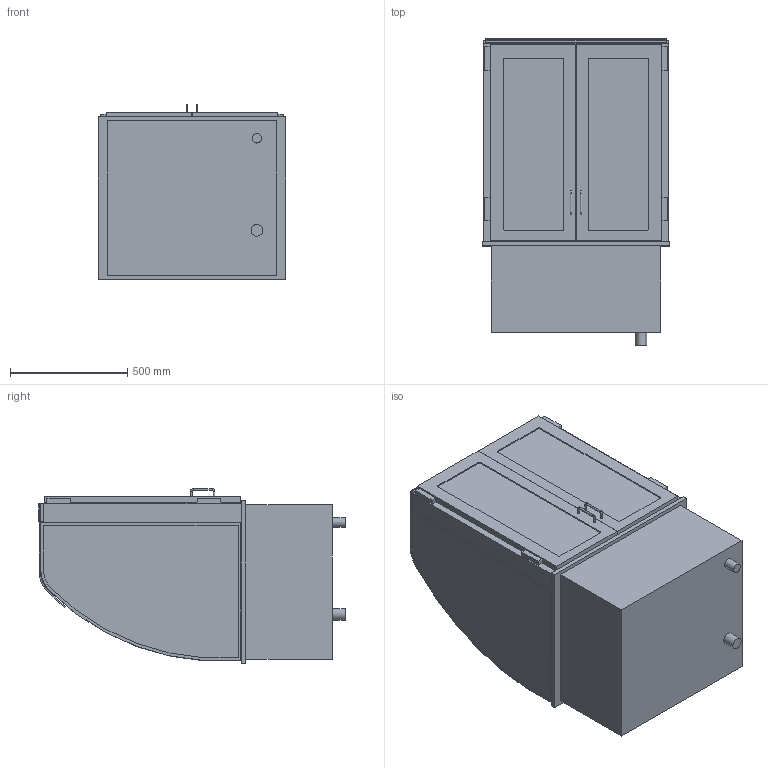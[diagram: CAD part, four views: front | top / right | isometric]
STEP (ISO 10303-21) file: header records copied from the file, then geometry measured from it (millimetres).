
FILE_DESCRIPTION(/* description */ ('Einbaukühlvitrine: zentralgekühlt'),/* implementation_level */ '2;1');
FILE_NAME(/* name */ '3D-AKE-00007250.stp',/* time_stamp */ '2025-01-30T15:27:06+01:00',/* author */ ('marina.schachner'),/* organization */ (''),/* preprocessor_version */ 'ST-DEVELOPER v20',/* originating_system */ 'Autodesk Inventor 2024',/* authorisation */ '');
FILE_SCHEMA (('AUTOMOTIVE_DESIGN { 1 0 10303 214 3 1 1 }'));
Length unit declared in the file: millimetre
Products named in the file (1): 3D-AKE-00007250
Bounding box: 800 x 1310 x 747 mm (x, y, z)
Volume: 129815507.8 mm3; surface area: 16191478.1 mm2
Topology: 58 solids, 58 shells, 649 faces, 1544 edges, 1024 vertices
Faces by surface type: plane 525, cylinder 120, torus 4
Full cylindrical faces by diameter (mm): 8 x6, 40 x1, 50 x1
Entity records: 18570 total; most frequent: CARTESIAN_POINT 3218, ORIENTED_EDGE 3088, DIRECTION 3080, EDGE_CURVE 1544, LINE 1308, VECTOR 1308, VERTEX_POINT 1024, AXIS2_PLACEMENT_3D 886
